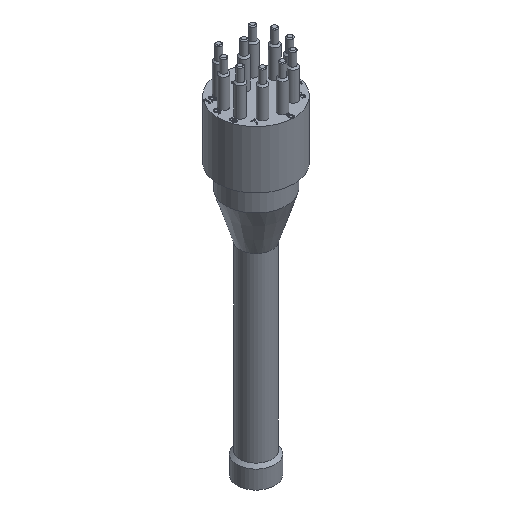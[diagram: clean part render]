
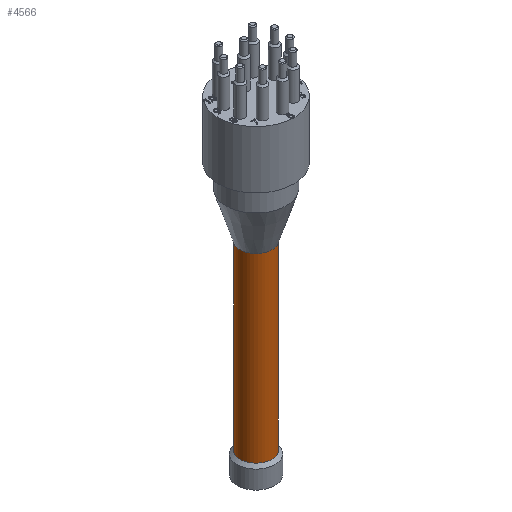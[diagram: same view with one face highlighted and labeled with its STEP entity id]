
A CAD part, isometric view. The second image highlights one B-rep face of the part: STEP entity #4566.
In plain terms, the highlighted cylindrical face has radius 5.25 mm (diameter 10.5 mm), a full revolution.
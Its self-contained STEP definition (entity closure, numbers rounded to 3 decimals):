
#1109=CYLINDRICAL_SURFACE($,#4767,5.25);
#1187=FACE_BOUND($,#1766,.T.);
#1439=FACE_OUTER_BOUND($,#1765,.T.);
#1765=EDGE_LOOP($,(#4051));
#1766=EDGE_LOOP($,(#4052));
#1827=CIRCLE($,#4677,5.25);
#1830=CIRCLE($,#4768,5.25);
#1885=VERTEX_POINT($,#5655);
#2252=VERTEX_POINT($,#8255);
#2307=EDGE_CURVE($,#1885,#1885,#1827,.T.);
#2856=EDGE_CURVE($,#2252,#2252,#1830,.T.);
#4051=ORIENTED_EDGE($,*,*,#2307,.T.);
#4052=ORIENTED_EDGE($,*,*,#2856,.F.);
#4566=ADVANCED_FACE($,(#1439,#1187),#1109,.T.);
#4677=AXIS2_PLACEMENT_3D($,#5656,#4983,#4984);
#4767=AXIS2_PLACEMENT_3D($,#8254,#5481,#5482);
#4768=AXIS2_PLACEMENT_3D($,#8256,#5483,#5484);
#4983=DIRECTION('center_axis',(0.,0.,1.));
#4984=DIRECTION('ref_axis',(1.,0.,0.));
#5481=DIRECTION('center_axis',(0.,0.,-1.));
#5482=DIRECTION('ref_axis',(1.,0.,0.));
#5483=DIRECTION('center_axis',(0.,0.,1.));
#5484=DIRECTION('ref_axis',(1.,0.,0.));
#5655=CARTESIAN_POINT('',(-5.25,0.,-82.5));
#5656=CARTESIAN_POINT('Origin',(0.,0.,-82.5));
#8254=CARTESIAN_POINT('Origin',(0.,0.,-22.5));
#8255=CARTESIAN_POINT('',(5.25,0.,-22.5));
#8256=CARTESIAN_POINT('Origin',(0.,0.,-22.5));
